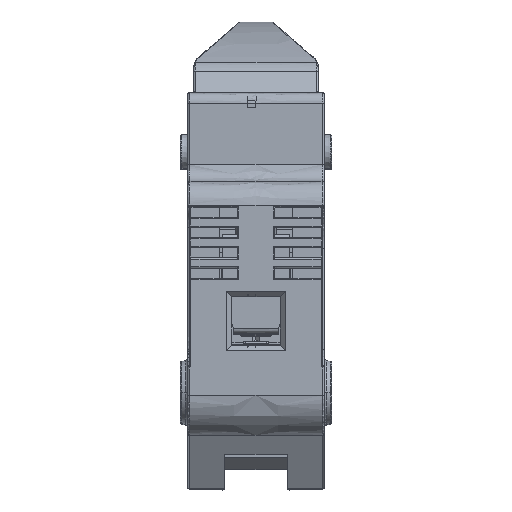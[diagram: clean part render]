
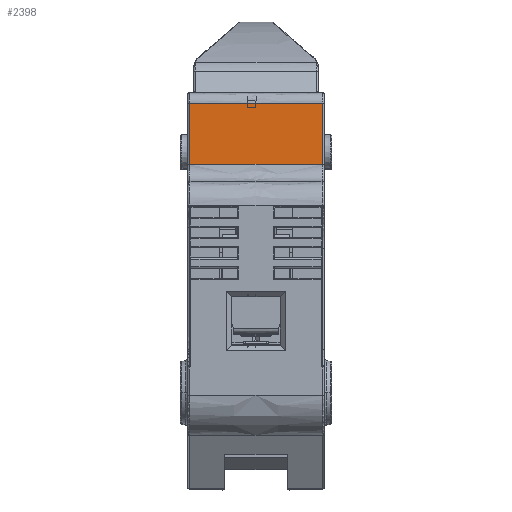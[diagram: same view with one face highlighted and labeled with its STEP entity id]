
A CAD part, top view. The second image highlights one B-rep face of the part: STEP entity #2398.
In plain terms, the highlighted planar face has unit normal (0, 0, 1).
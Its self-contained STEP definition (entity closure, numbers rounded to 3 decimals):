
#2398=ADVANCED_FACE('',(#7782),#5601,.T.);
#5601=PLANE('',#64114);
#7782=FACE_OUTER_BOUND('',#11189,.T.);
#11189=EDGE_LOOP('',(#22396,#22397,#22398,#22399,#22400,#22401));
#15114=B_SPLINE_CURVE_WITH_KNOTS('',3,(#81396,#81397,#81398,#81399),
 .UNSPECIFIED.,.F.,.F.,(4,4),(0.,1.),.UNSPECIFIED.);
#15459=B_SPLINE_CURVE_WITH_KNOTS('',3,(#86622,#86623,#86624,#86625),
 .UNSPECIFIED.,.F.,.F.,(4,4),(0.,1.),.UNSPECIFIED.);
#15460=B_SPLINE_CURVE_WITH_KNOTS('',3,(#86628,#86629,#86630,#86631),
 .UNSPECIFIED.,.F.,.F.,(4,4),(0.,1.),.UNSPECIFIED.);
#15462=B_SPLINE_CURVE_WITH_KNOTS('',3,(#86672,#86673,#86674,#86675),
 .UNSPECIFIED.,.F.,.F.,(4,4),(0.,1.),.UNSPECIFIED.);
#15463=B_SPLINE_CURVE_WITH_KNOTS('',3,(#86678,#86679,#86680,#86681),
 .UNSPECIFIED.,.F.,.F.,(4,4),(0.,1.),.UNSPECIFIED.);
#15464=B_SPLINE_CURVE_WITH_KNOTS('',3,(#86682,#86683,#86684,#86685),
 .UNSPECIFIED.,.F.,.F.,(4,4),(0.,1.),.UNSPECIFIED.);
#22396=ORIENTED_EDGE('',*,*,#47492,.T.);
#22397=ORIENTED_EDGE('',*,*,#47493,.T.);
#22398=ORIENTED_EDGE('',*,*,#47127,.F.);
#22399=ORIENTED_EDGE('',*,*,#47490,.F.);
#22400=ORIENTED_EDGE('',*,*,#47489,.F.);
#22401=ORIENTED_EDGE('',*,*,#47494,.T.);
#40614=VERTEX_POINT('',#81389);
#40615=VERTEX_POINT('',#81400);
#40855=VERTEX_POINT('',#86626);
#40856=VERTEX_POINT('',#86627);
#40857=VERTEX_POINT('',#86676);
#40858=VERTEX_POINT('',#86677);
#47127=EDGE_CURVE('',#40614,#40615,#15114,.T.);
#47489=EDGE_CURVE('',#40855,#40856,#15459,.T.);
#47490=EDGE_CURVE('',#40856,#40614,#15460,.T.);
#47492=EDGE_CURVE('',#40857,#40858,#15462,.T.);
#47493=EDGE_CURVE('',#40858,#40615,#15463,.T.);
#47494=EDGE_CURVE('',#40855,#40857,#15464,.T.);
#64114=AXIS2_PLACEMENT_3D('',#86686,#66758,#66759);
#66758=DIRECTION('',(0.,0.,1.));
#66759=DIRECTION('',(-1.,0.,0.));
#81389=CARTESIAN_POINT('',(19.866,51.662,49.541));
#81396=CARTESIAN_POINT('',(19.866,51.662,49.541));
#81397=CARTESIAN_POINT('',(19.866,48.661,49.541));
#81398=CARTESIAN_POINT('',(19.866,45.659,49.541));
#81399=CARTESIAN_POINT('',(19.866,42.657,49.541));
#81400=CARTESIAN_POINT('',(19.866,42.657,49.541));
#86622=CARTESIAN_POINT('',(0.2,51.662,49.541));
#86623=CARTESIAN_POINT('',(3.478,51.662,49.541));
#86624=CARTESIAN_POINT('',(6.755,51.662,49.541));
#86625=CARTESIAN_POINT('',(10.033,51.662,49.541));
#86626=CARTESIAN_POINT('',(0.2,51.662,49.541));
#86627=CARTESIAN_POINT('',(10.033,51.662,49.541));
#86628=CARTESIAN_POINT('',(10.033,51.662,49.541));
#86629=CARTESIAN_POINT('',(13.311,51.662,49.541));
#86630=CARTESIAN_POINT('',(16.588,51.662,49.541));
#86631=CARTESIAN_POINT('',(19.866,51.662,49.541));
#86672=CARTESIAN_POINT('',(0.2,42.657,49.541));
#86673=CARTESIAN_POINT('',(3.478,42.657,49.541));
#86674=CARTESIAN_POINT('',(6.755,42.657,49.541));
#86675=CARTESIAN_POINT('',(10.033,42.657,49.541));
#86676=CARTESIAN_POINT('',(0.2,42.657,49.541));
#86677=CARTESIAN_POINT('',(10.033,42.657,49.541));
#86678=CARTESIAN_POINT('',(10.033,42.657,49.541));
#86679=CARTESIAN_POINT('',(13.311,42.657,49.541));
#86680=CARTESIAN_POINT('',(16.588,42.657,49.541));
#86681=CARTESIAN_POINT('',(19.866,42.657,49.541));
#86682=CARTESIAN_POINT('',(0.2,51.662,49.541));
#86683=CARTESIAN_POINT('',(0.2,48.661,49.541));
#86684=CARTESIAN_POINT('',(0.2,45.659,49.541));
#86685=CARTESIAN_POINT('',(0.2,42.657,49.541));
#86686=CARTESIAN_POINT('',(20.259,51.872,49.541));
